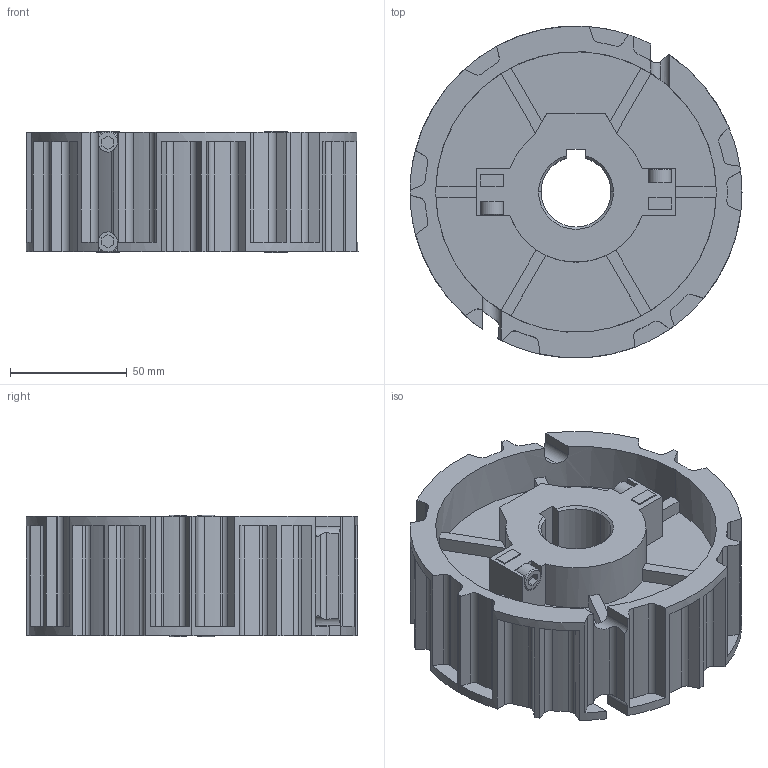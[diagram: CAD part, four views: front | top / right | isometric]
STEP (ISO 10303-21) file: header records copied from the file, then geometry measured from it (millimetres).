
FILE_DESCRIPTION (( 'STEP AP214' ), '1' );
FILE_NAME ('Rexnord-NS 815 SPLIT SPROCKETS, INJECTION MOULDED-NS815 23-30.STEP', '2022-05-30T06:17:51', ( '' ), ( '' ), 'SwSTEP 2.0', 'SolidWorks 2021', '' );
FILE_SCHEMA (( 'AUTOMOTIVE_DESIGN' ));
Length unit declared in the file: millimetre
Products named in the file (4): Rexnord-NS 815 SPLIT SPROCKETS, INJECTION MOULDED-NS815 23-30; Rexnord-NS 815 SPLIT SPROCKETS, INJECTION MOULDED-NS815 23-30_m6X20; Rexnord-NS 815 SPLIT SPROCKETS, INJECTION MOULDED-NS815 23-30_sq nut M6; Rexnord-NS 815 SPLIT SPROCKETS, INJECTION MOULDED-NS815 23-30_NS 815 SPLIT SPROCKETS, INJECTION MOULDED_23
Assembly tree (9 placements, depth 2):
  Rexnord-NS 815 SPLIT SPROCKETS, INJECTION MOULDED-NS815 23-30
    Rexnord-NS 815 SPLIT SPROCKETS, INJECTION MOULDED-NS815 23-30_NS 815 SPLIT SPROCKETS, INJECTION MOULDED_23
    Rexnord-NS 815 SPLIT SPROCKETS, INJECTION MOULDED-NS815 23-30_m6X20  x4
    Rexnord-NS 815 SPLIT SPROCKETS, INJECTION MOULDED-NS815 23-30_sq nut M6  x4
Bounding box: 142 x 141.94 x 52.08 mm (x, y, z)
Volume: 351683.3 mm3; surface area: 100343.9 mm2
Topology: 9 solids, 9 shells, 425 faces, 1146 edges, 752 vertices
Faces by surface type: plane 249, cylinder 138, cone 38
Entity records: 11434 total; most frequent: CARTESIAN_POINT 2237, DIRECTION 1934, ORIENTED_EDGE 1908, EDGE_CURVE 954, AXIS2_PLACEMENT_3D 663, VERTEX_POINT 632, VECTOR 608, LINE 608
